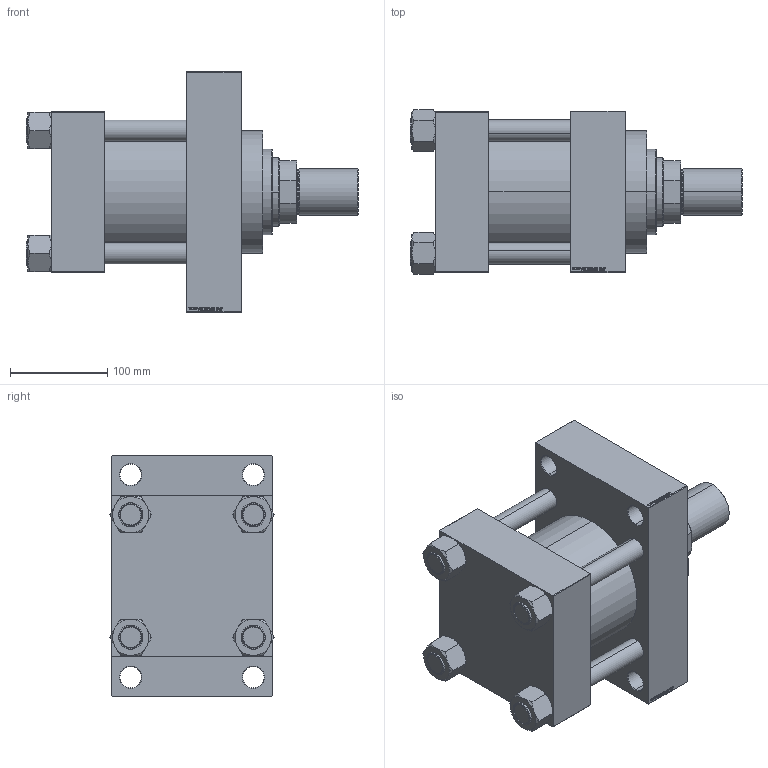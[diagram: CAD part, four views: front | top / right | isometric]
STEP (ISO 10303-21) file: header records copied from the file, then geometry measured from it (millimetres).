
FILE_DESCRIPTION (( 'STEP AP203' ), '1' );
FILE_NAME ('c59c.STEP', '2025-10-14T07:54:35', ( '' ), ( '' ), 'SwSTEP 2.0', 'SolidWorks 2019', '' );
FILE_SCHEMA (( 'CONFIG_CONTROL_DESIGN' ));
Length unit declared in the file: millimetre
Products named in the file (7): c59c; ROD_END_AH db38748ae82d3d593cf39a83fbe9ec2f; V215_VC_A db38748ae82d3d593cf39a83fbe9ec2f; V215CR_D_Body db38748ae82d3d593cf39a83fbe9ec2f; NUT_M5_D db38748ae82d3d593cf39a83fbe9ec2f; V215CR_VCP_D db38748ae82d3d593cf39a83fbe9ec2f; V215CR_D_TYCINKA db38748ae82d3d593cf39a83fbe9ec2f
Assembly tree (12 placements, depth 2):
  c59c
    V215CR_D_Body db38748ae82d3d593cf39a83fbe9ec2f
    V215CR_VCP_D db38748ae82d3d593cf39a83fbe9ec2f
    NUT_M5_D db38748ae82d3d593cf39a83fbe9ec2f  x4
    V215CR_D_TYCINKA db38748ae82d3d593cf39a83fbe9ec2f  x4
    V215_VC_A db38748ae82d3d593cf39a83fbe9ec2f
    ROD_END_AH db38748ae82d3d593cf39a83fbe9ec2f
Bounding box: 341 x 169.14 x 247 mm (x, y, z)
Volume: 5160142.8 mm3; surface area: 551256.4 mm2
Topology: 12 solids, 12 shells, 1163 faces, 2932 edges, 1905 vertices
Faces by surface type: plane 548, bspline 368, cone 146, cylinder 91, torus 10
Entity records: 48171 total; most frequent: CARTESIAN_POINT 25282, ORIENTED_EDGE 5128, DIRECTION 3332, EDGE_CURVE 2564, VERTEX_POINT 1683, VECTOR 1534, LINE 1534, EDGE_LOOP 1139
